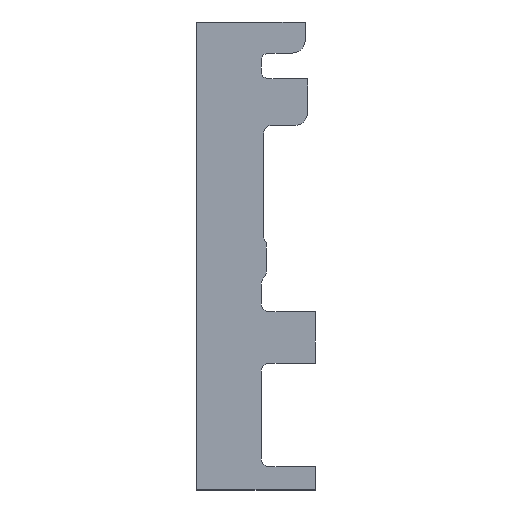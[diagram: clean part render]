
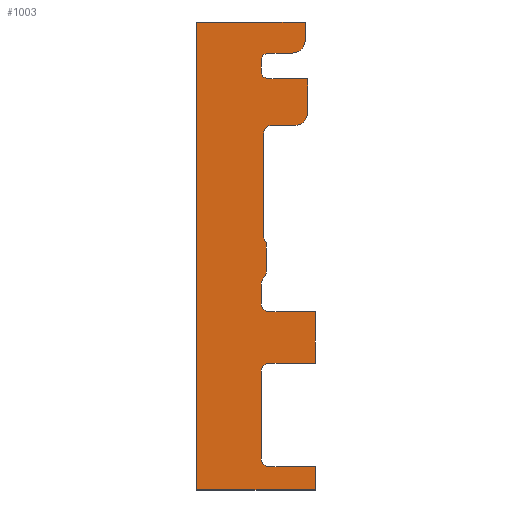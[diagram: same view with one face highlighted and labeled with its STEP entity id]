
A CAD part, top view. The second image highlights one B-rep face of the part: STEP entity #1003.
In plain terms, the highlighted planar face has unit normal (0, 0, 1).
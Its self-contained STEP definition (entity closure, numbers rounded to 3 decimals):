
#52 = VERTEX_POINT('',#53);
#53 = CARTESIAN_POINT('',(12.5,6.,0.411));
#59 = EDGE_CURVE('',#52,#60,#62,.T.);
#60 = VERTEX_POINT('',#61);
#61 = CARTESIAN_POINT('',(12.5,23.,0.411));
#62 = LINE('',#63,#64);
#63 = CARTESIAN_POINT('',(12.5,6.,0.411));
#64 = VECTOR('',#65,1.);
#65 = DIRECTION('',(0.,1.,0.));
#90 = EDGE_CURVE('',#60,#91,#93,.T.);
#91 = VERTEX_POINT('',#92);
#92 = CARTESIAN_POINT('',(14.,24.5,0.411));
#93 = CIRCLE('',#94,1.499);
#94 = AXIS2_PLACEMENT_3D('',#95,#96,#97);
#95 = CARTESIAN_POINT('',(13.999,23.001,0.411));
#96 = DIRECTION('',(0.,0.,-1.));
#97 = DIRECTION('',(-1.,-0.001,0.));
#123 = EDGE_CURVE('',#91,#124,#126,.T.);
#124 = VERTEX_POINT('',#125);
#125 = CARTESIAN_POINT('',(23.,24.5,0.411));
#126 = LINE('',#127,#128);
#127 = CARTESIAN_POINT('',(14.,24.5,0.411));
#128 = VECTOR('',#129,1.);
#129 = DIRECTION('',(1.,0.,0.));
#154 = EDGE_CURVE('',#124,#155,#157,.T.);
#155 = VERTEX_POINT('',#156);
#156 = CARTESIAN_POINT('',(23.,34.5,0.411));
#157 = LINE('',#158,#159);
#158 = CARTESIAN_POINT('',(23.,24.5,0.411));
#159 = VECTOR('',#160,1.);
#160 = DIRECTION('',(0.,1.,0.));
#185 = EDGE_CURVE('',#155,#186,#188,.T.);
#186 = VERTEX_POINT('',#187);
#187 = CARTESIAN_POINT('',(14.,34.5,0.411));
#188 = LINE('',#189,#190);
#189 = CARTESIAN_POINT('',(23.,34.5,0.411));
#190 = VECTOR('',#191,1.);
#191 = DIRECTION('',(-1.,0.,0.));
#216 = EDGE_CURVE('',#186,#217,#219,.T.);
#217 = VERTEX_POINT('',#218);
#218 = CARTESIAN_POINT('',(12.5,36.,0.411));
#219 = CIRCLE('',#220,1.499);
#220 = AXIS2_PLACEMENT_3D('',#221,#222,#223);
#221 = CARTESIAN_POINT('',(13.999,35.999,0.411));
#222 = DIRECTION('',(0.,0.,-1.));
#223 = DIRECTION('',(0.001,-1.,0.));
#249 = EDGE_CURVE('',#217,#250,#252,.T.);
#250 = VERTEX_POINT('',#251);
#251 = CARTESIAN_POINT('',(12.5,39.793,0.411));
#252 = LINE('',#253,#254);
#253 = CARTESIAN_POINT('',(12.5,36.,0.411));
#254 = VECTOR('',#255,1.);
#255 = DIRECTION('',(0.,1.,0.));
#280 = EDGE_CURVE('',#250,#281,#283,.T.);
#281 = VERTEX_POINT('',#282);
#282 = CARTESIAN_POINT('',(13.,41.,0.411));
#283 = CIRCLE('',#284,1.709);
#284 = AXIS2_PLACEMENT_3D('',#285,#286,#287);
#285 = CARTESIAN_POINT('',(14.209,39.792,0.411));
#286 = DIRECTION('',(0.,0.,-1.));
#287 = DIRECTION('',(-1.,0.,0.));
#313 = EDGE_CURVE('',#281,#314,#316,.T.);
#314 = VERTEX_POINT('',#315);
#315 = CARTESIAN_POINT('',(13.5,42.207,0.411));
#316 = CIRCLE('',#317,1.709);
#317 = AXIS2_PLACEMENT_3D('',#318,#319,#320);
#318 = CARTESIAN_POINT('',(11.791,42.208,0.411));
#319 = DIRECTION('',(0.,0.,1.));
#320 = DIRECTION('',(0.707,-0.707,0.));
#346 = EDGE_CURVE('',#314,#347,#349,.T.);
#347 = VERTEX_POINT('',#348);
#348 = CARTESIAN_POINT('',(13.5,47.793,0.411));
#349 = LINE('',#350,#351);
#350 = CARTESIAN_POINT('',(13.5,42.207,0.411));
#351 = VECTOR('',#352,1.);
#352 = DIRECTION('',(0.,1.,0.));
#377 = EDGE_CURVE('',#347,#378,#380,.T.);
#378 = VERTEX_POINT('',#379);
#379 = CARTESIAN_POINT('',(13.,49.,0.411));
#380 = CIRCLE('',#381,1.709);
#381 = AXIS2_PLACEMENT_3D('',#382,#383,#384);
#382 = CARTESIAN_POINT('',(14.709,49.001,0.411));
#383 = DIRECTION('',(0.,0.,-1.));
#384 = DIRECTION('',(-0.707,-0.707,0.));
#410 = EDGE_CURVE('',#378,#411,#413,.T.);
#411 = VERTEX_POINT('',#412);
#412 = CARTESIAN_POINT('',(13.,69.,0.411));
#413 = LINE('',#414,#415);
#414 = CARTESIAN_POINT('',(13.,49.,0.411));
#415 = VECTOR('',#416,1.);
#416 = DIRECTION('',(0.,1.,0.));
#441 = EDGE_CURVE('',#411,#442,#444,.T.);
#442 = VERTEX_POINT('',#443);
#443 = CARTESIAN_POINT('',(14.5,70.5,0.411));
#444 = CIRCLE('',#445,1.499);
#445 = AXIS2_PLACEMENT_3D('',#446,#447,#448);
#446 = CARTESIAN_POINT('',(14.499,69.001,0.411));
#447 = DIRECTION('',(0.,0.,-1.));
#448 = DIRECTION('',(-1.,-0.001,0.));
#474 = EDGE_CURVE('',#442,#475,#477,.T.);
#475 = VERTEX_POINT('',#476);
#476 = CARTESIAN_POINT('',(19.,70.5,0.411));
#477 = LINE('',#478,#479);
#478 = CARTESIAN_POINT('',(14.5,70.5,0.411));
#479 = VECTOR('',#480,1.);
#480 = DIRECTION('',(1.,0.,0.));
#505 = EDGE_CURVE('',#475,#506,#508,.T.);
#506 = VERTEX_POINT('',#507);
#507 = CARTESIAN_POINT('',(21.5,73.,0.411));
#508 = CIRCLE('',#509,2.499);
#509 = AXIS2_PLACEMENT_3D('',#510,#511,#512);
#510 = CARTESIAN_POINT('',(19.001,72.999,0.411));
#511 = DIRECTION('',(0.,0.,1.));
#512 = DIRECTION('',(0.,-1.,0.));
#538 = EDGE_CURVE('',#506,#539,#541,.T.);
#539 = VERTEX_POINT('',#540);
#540 = CARTESIAN_POINT('',(21.5,79.5,0.411));
#541 = LINE('',#542,#543);
#542 = CARTESIAN_POINT('',(21.5,73.,0.411));
#543 = VECTOR('',#544,1.);
#544 = DIRECTION('',(0.,1.,0.));
#569 = EDGE_CURVE('',#539,#570,#572,.T.);
#570 = VERTEX_POINT('',#571);
#571 = CARTESIAN_POINT('',(14.,79.5,0.411));
#572 = LINE('',#573,#574);
#573 = CARTESIAN_POINT('',(21.5,79.5,0.411));
#574 = VECTOR('',#575,1.);
#575 = DIRECTION('',(-1.,0.,0.));
#600 = EDGE_CURVE('',#570,#601,#603,.T.);
#601 = VERTEX_POINT('',#602);
#602 = CARTESIAN_POINT('',(12.5,81.,0.411));
#603 = CIRCLE('',#604,1.499);
#604 = AXIS2_PLACEMENT_3D('',#605,#606,#607);
#605 = CARTESIAN_POINT('',(13.999,80.999,0.411));
#606 = DIRECTION('',(0.,0.,-1.));
#607 = DIRECTION('',(0.001,-1.,0.));
#633 = EDGE_CURVE('',#601,#634,#636,.T.);
#634 = VERTEX_POINT('',#635);
#635 = CARTESIAN_POINT('',(12.5,83.,0.411));
#636 = LINE('',#637,#638);
#637 = CARTESIAN_POINT('',(12.5,81.,0.411));
#638 = VECTOR('',#639,1.);
#639 = DIRECTION('',(0.,1.,0.));
#664 = EDGE_CURVE('',#634,#665,#667,.T.);
#665 = VERTEX_POINT('',#666);
#666 = CARTESIAN_POINT('',(14.,84.5,0.411));
#667 = CIRCLE('',#668,1.499);
#668 = AXIS2_PLACEMENT_3D('',#669,#670,#671);
#669 = CARTESIAN_POINT('',(13.999,83.001,0.411));
#670 = DIRECTION('',(0.,0.,-1.));
#671 = DIRECTION('',(-1.,-0.001,0.));
#697 = EDGE_CURVE('',#665,#698,#700,.T.);
#698 = VERTEX_POINT('',#699);
#699 = CARTESIAN_POINT('',(18.5,84.5,0.411));
#700 = LINE('',#701,#702);
#701 = CARTESIAN_POINT('',(14.,84.5,0.411));
#702 = VECTOR('',#703,1.);
#703 = DIRECTION('',(1.,0.,0.));
#728 = EDGE_CURVE('',#698,#729,#731,.T.);
#729 = VERTEX_POINT('',#730);
#730 = CARTESIAN_POINT('',(21.,87.,0.411));
#731 = CIRCLE('',#732,2.499);
#732 = AXIS2_PLACEMENT_3D('',#733,#734,#735);
#733 = CARTESIAN_POINT('',(18.501,86.999,0.411));
#734 = DIRECTION('',(0.,0.,1.));
#735 = DIRECTION('',(0.,-1.,0.));
#761 = EDGE_CURVE('',#729,#762,#764,.T.);
#762 = VERTEX_POINT('',#763);
#763 = CARTESIAN_POINT('',(21.,90.5,0.411));
#764 = LINE('',#765,#766);
#765 = CARTESIAN_POINT('',(21.,87.,0.411));
#766 = VECTOR('',#767,1.);
#767 = DIRECTION('',(0.,1.,0.));
#792 = EDGE_CURVE('',#762,#793,#795,.T.);
#793 = VERTEX_POINT('',#794);
#794 = CARTESIAN_POINT('',(0.,90.5,0.411));
#795 = LINE('',#796,#797);
#796 = CARTESIAN_POINT('',(21.,90.5,0.411));
#797 = VECTOR('',#798,1.);
#798 = DIRECTION('',(-1.,0.,0.));
#823 = EDGE_CURVE('',#793,#824,#826,.T.);
#824 = VERTEX_POINT('',#825);
#825 = CARTESIAN_POINT('',(0.,0.,0.411));
#826 = LINE('',#827,#828);
#827 = CARTESIAN_POINT('',(0.,90.5,0.411));
#828 = VECTOR('',#829,1.);
#829 = DIRECTION('',(0.,-1.,0.));
#854 = EDGE_CURVE('',#824,#855,#857,.T.);
#855 = VERTEX_POINT('',#856);
#856 = CARTESIAN_POINT('',(23.,0.,0.411));
#857 = LINE('',#858,#859);
#858 = CARTESIAN_POINT('',(0.,0.,0.411));
#859 = VECTOR('',#860,1.);
#860 = DIRECTION('',(1.,0.,0.));
#885 = EDGE_CURVE('',#855,#886,#888,.T.);
#886 = VERTEX_POINT('',#887);
#887 = CARTESIAN_POINT('',(23.,4.5,0.411));
#888 = LINE('',#889,#890);
#889 = CARTESIAN_POINT('',(23.,0.,0.411));
#890 = VECTOR('',#891,1.);
#891 = DIRECTION('',(0.,1.,0.));
#916 = EDGE_CURVE('',#886,#917,#919,.T.);
#917 = VERTEX_POINT('',#918);
#918 = CARTESIAN_POINT('',(14.,4.5,0.411));
#919 = LINE('',#920,#921);
#920 = CARTESIAN_POINT('',(23.,4.5,0.411));
#921 = VECTOR('',#922,1.);
#922 = DIRECTION('',(-1.,0.,0.));
#947 = EDGE_CURVE('',#917,#52,#948,.T.);
#948 = CIRCLE('',#949,1.499);
#949 = AXIS2_PLACEMENT_3D('',#950,#951,#952);
#950 = CARTESIAN_POINT('',(13.999,5.999,0.411));
#951 = DIRECTION('',(0.,0.,-1.));
#952 = DIRECTION('',(0.001,-1.,0.));
#1003 = ADVANCED_FACE('',(#1004),#1035,.T.);
#1004 = FACE_BOUND('',#1005,.T.);
#1005 = EDGE_LOOP('',(#1006,#1007,#1008,#1009,#1010,#1011,#1012,#1013,
    #1014,#1015,#1016,#1017,#1018,#1019,#1020,#1021,#1022,#1023,#1024,
    #1025,#1026,#1027,#1028,#1029,#1030,#1031,#1032,#1033,#1034));
#1006 = ORIENTED_EDGE('',*,*,#59,.T.);
#1007 = ORIENTED_EDGE('',*,*,#90,.T.);
#1008 = ORIENTED_EDGE('',*,*,#123,.T.);
#1009 = ORIENTED_EDGE('',*,*,#154,.T.);
#1010 = ORIENTED_EDGE('',*,*,#185,.T.);
#1011 = ORIENTED_EDGE('',*,*,#216,.T.);
#1012 = ORIENTED_EDGE('',*,*,#249,.T.);
#1013 = ORIENTED_EDGE('',*,*,#280,.T.);
#1014 = ORIENTED_EDGE('',*,*,#313,.T.);
#1015 = ORIENTED_EDGE('',*,*,#346,.T.);
#1016 = ORIENTED_EDGE('',*,*,#377,.T.);
#1017 = ORIENTED_EDGE('',*,*,#410,.T.);
#1018 = ORIENTED_EDGE('',*,*,#441,.T.);
#1019 = ORIENTED_EDGE('',*,*,#474,.T.);
#1020 = ORIENTED_EDGE('',*,*,#505,.T.);
#1021 = ORIENTED_EDGE('',*,*,#538,.T.);
#1022 = ORIENTED_EDGE('',*,*,#569,.T.);
#1023 = ORIENTED_EDGE('',*,*,#600,.T.);
#1024 = ORIENTED_EDGE('',*,*,#633,.T.);
#1025 = ORIENTED_EDGE('',*,*,#664,.T.);
#1026 = ORIENTED_EDGE('',*,*,#697,.T.);
#1027 = ORIENTED_EDGE('',*,*,#728,.T.);
#1028 = ORIENTED_EDGE('',*,*,#761,.T.);
#1029 = ORIENTED_EDGE('',*,*,#792,.T.);
#1030 = ORIENTED_EDGE('',*,*,#823,.T.);
#1031 = ORIENTED_EDGE('',*,*,#854,.T.);
#1032 = ORIENTED_EDGE('',*,*,#885,.T.);
#1033 = ORIENTED_EDGE('',*,*,#916,.T.);
#1034 = ORIENTED_EDGE('',*,*,#947,.T.);
#1035 = PLANE('',#1036);
#1036 = AXIS2_PLACEMENT_3D('',#1037,#1038,#1039);
#1037 = CARTESIAN_POINT('',(12.5,6.,0.411));
#1038 = DIRECTION('',(0.,0.,1.));
#1039 = DIRECTION('',(1.,0.,0.));
